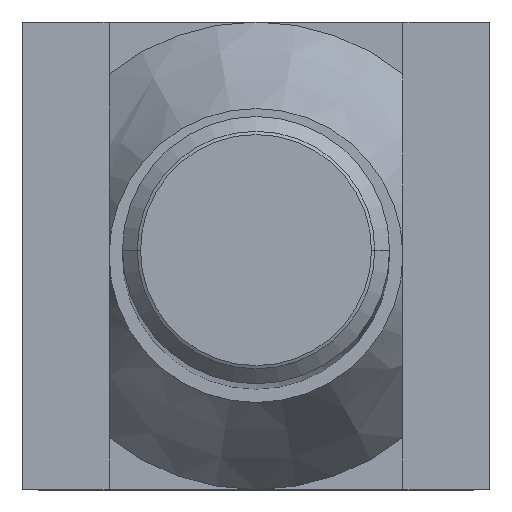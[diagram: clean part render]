
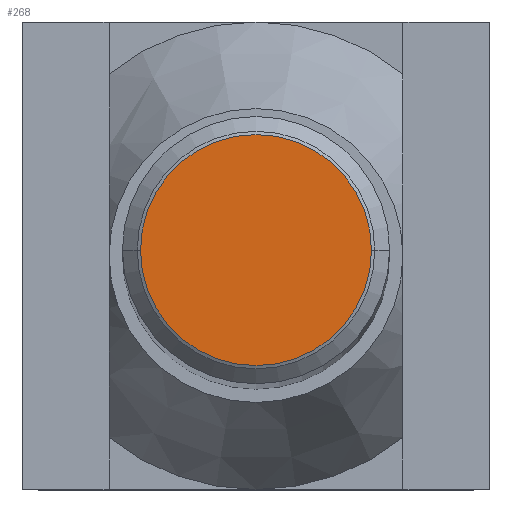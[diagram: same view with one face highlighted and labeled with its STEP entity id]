
A CAD part, top view. The second image highlights one B-rep face of the part: STEP entity #268.
In plain terms, the highlighted planar face has unit normal (0, 0, 1).
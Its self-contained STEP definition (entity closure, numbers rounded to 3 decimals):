
#148=EDGE_CURVE('',#238,#154,#404,.T.);
#154=VERTEX_POINT('',#411);
#214=EDGE_CURVE('',#154,#238,#478,.T.);
#238=VERTEX_POINT('',#504);
#268=ADVANCED_FACE('',(#538),#539,.T.);
#404=CIRCLE('',#679,6.917);
#411=CARTESIAN_POINT('',(6.917,0.,200.0));
#478=CIRCLE('',#791,6.917);
#504=CARTESIAN_POINT('',(-6.917,0.,200.0));
#538=FACE_OUTER_BOUND('',#884,.T.);
#539=PLANE('',#885);
#679=AXIS2_PLACEMENT_3D('',#1072,#1073,#1074);
#791=AXIS2_PLACEMENT_3D('',#1157,#1158,#1159);
#884=EDGE_LOOP('',(#1236,#1237));
#885=AXIS2_PLACEMENT_3D('',#1238,#1239,#1240);
#1072=CARTESIAN_POINT('',(0.0,0.,200.0));
#1073=DIRECTION('',(0.0,-0.0,1.0));
#1074=DIRECTION('',(1.0,0.,0.0));
#1157=CARTESIAN_POINT('',(0.0,0.,200.0));
#1158=DIRECTION('',(0.0,-0.0,1.0));
#1159=DIRECTION('',(1.0,0.,0.0));
#1236=ORIENTED_EDGE('',*,*,#214,.T.);
#1237=ORIENTED_EDGE('',*,*,#148,.T.);
#1238=CARTESIAN_POINT('',(-3.5,0.,200.0));
#1239=DIRECTION('',(0.0,0.0,1.0));
#1240=DIRECTION('',(-1.0,0.,0.0));
